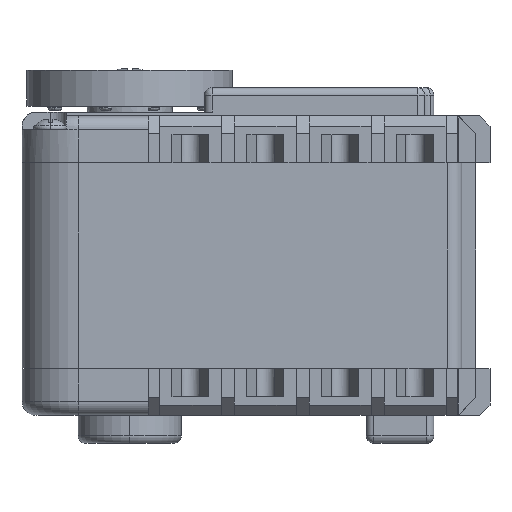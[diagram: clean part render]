
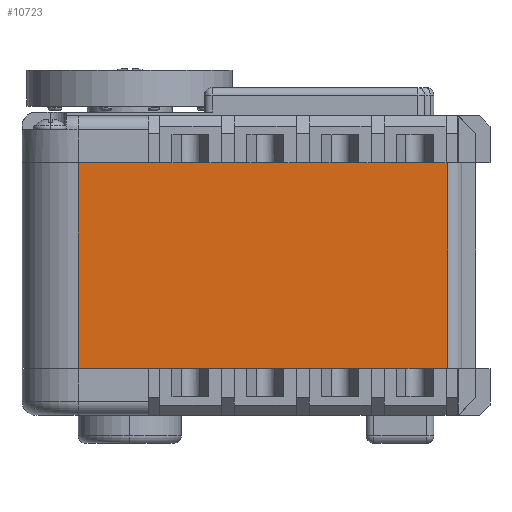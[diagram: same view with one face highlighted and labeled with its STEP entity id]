
A CAD part, left-side view. The second image highlights one B-rep face of the part: STEP entity #10723.
In plain terms, the highlighted planar face has unit normal (-1, 0, 0).
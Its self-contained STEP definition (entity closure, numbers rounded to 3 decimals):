
#436=DIRECTION('',(0.,0.,-1.));
#437=VECTOR('',#436,21.95);
#438=CARTESIAN_POINT('',(-13.,5.5,10.975));
#439=LINE('',#438,#437);
#486=DIRECTION('',(0.,1.,0.));
#487=VECTOR('',#486,2.52);
#488=CARTESIAN_POINT('',(-13.,-34.,-11.));
#489=LINE('',#488,#487);
#490=DIRECTION('',(0.,1.,0.));
#491=VECTOR('',#490,1.96);
#492=CARTESIAN_POINT('',(-13.,-31.48,-11.));
#493=LINE('',#492,#491);
#494=DIRECTION('',(0.,1.,0.));
#495=VECTOR('',#494,6.04);
#496=CARTESIAN_POINT('',(-13.,-29.52,-11.));
#497=LINE('',#496,#495);
#498=DIRECTION('',(0.,1.,0.));
#499=VECTOR('',#498,1.96);
#500=CARTESIAN_POINT('',(-13.,-23.48,-11.));
#501=LINE('',#500,#499);
#502=DIRECTION('',(0.,1.,0.));
#503=VECTOR('',#502,6.04);
#504=CARTESIAN_POINT('',(-13.,-21.52,-11.));
#505=LINE('',#504,#503);
#506=DIRECTION('',(0.,1.,0.));
#507=VECTOR('',#506,1.96);
#508=CARTESIAN_POINT('',(-13.,-15.48,-11.));
#509=LINE('',#508,#507);
#510=DIRECTION('',(0.,1.,0.));
#511=VECTOR('',#510,6.04);
#512=CARTESIAN_POINT('',(-13.,-13.52,-11.));
#513=LINE('',#512,#511);
#514=DIRECTION('',(0.,1.,0.));
#515=VECTOR('',#514,1.96);
#516=CARTESIAN_POINT('',(-13.,-7.48,-11.));
#517=LINE('',#516,#515);
#518=DIRECTION('',(0.,1.,0.));
#519=VECTOR('',#518,3.52);
#520=CARTESIAN_POINT('',(-13.,-5.52,-11.));
#521=LINE('',#520,#519);
#522=DIRECTION('',(0.,0.,-1.));
#523=VECTOR('',#522,0.025);
#524=CARTESIAN_POINT('',(-13.,-2.,-10.975));
#525=LINE('',#524,#523);
#526=DIRECTION('',(0.,-1.,0.));
#527=VECTOR('',#526,7.5);
#528=CARTESIAN_POINT('',(-13.,5.5,-10.975));
#529=LINE('',#528,#527);
#530=DIRECTION('',(0.,-1.,0.));
#531=VECTOR('',#530,7.5);
#532=CARTESIAN_POINT('',(-13.,5.5,10.975));
#533=LINE('',#532,#531);
#534=DIRECTION('',(0.,0.,-1.));
#535=VECTOR('',#534,0.025);
#536=CARTESIAN_POINT('',(-13.,-2.,11.));
#537=LINE('',#536,#535);
#538=DIRECTION('',(0.,1.,0.));
#539=VECTOR('',#538,3.52);
#540=CARTESIAN_POINT('',(-13.,-5.52,11.));
#541=LINE('',#540,#539);
#542=DIRECTION('',(0.,1.,0.));
#543=VECTOR('',#542,1.96);
#544=CARTESIAN_POINT('',(-13.,-7.48,11.));
#545=LINE('',#544,#543);
#546=DIRECTION('',(0.,1.,0.));
#547=VECTOR('',#546,6.04);
#548=CARTESIAN_POINT('',(-13.,-13.52,11.));
#549=LINE('',#548,#547);
#550=DIRECTION('',(0.,1.,0.));
#551=VECTOR('',#550,1.96);
#552=CARTESIAN_POINT('',(-13.,-15.48,11.));
#553=LINE('',#552,#551);
#554=DIRECTION('',(0.,1.,0.));
#555=VECTOR('',#554,6.04);
#556=CARTESIAN_POINT('',(-13.,-21.52,11.));
#557=LINE('',#556,#555);
#558=DIRECTION('',(0.,1.,0.));
#559=VECTOR('',#558,1.96);
#560=CARTESIAN_POINT('',(-13.,-23.48,11.));
#561=LINE('',#560,#559);
#562=DIRECTION('',(0.,1.,0.));
#563=VECTOR('',#562,6.04);
#564=CARTESIAN_POINT('',(-13.,-29.52,11.));
#565=LINE('',#564,#563);
#566=DIRECTION('',(0.,1.,0.));
#567=VECTOR('',#566,1.96);
#568=CARTESIAN_POINT('',(-13.,-31.48,11.));
#569=LINE('',#568,#567);
#570=DIRECTION('',(0.,1.,0.));
#571=VECTOR('',#570,2.52);
#572=CARTESIAN_POINT('',(-13.,-34.,11.));
#573=LINE('',#572,#571);
#4025=DIRECTION('',(0.,0.,-1.));
#4026=VECTOR('',#4025,22.);
#4027=CARTESIAN_POINT('',(-13.,-34.,11.));
#4028=LINE('',#4027,#4026);
#7788=CARTESIAN_POINT('',(-13.,-34.,11.));
#7789=CARTESIAN_POINT('',(-13.,-34.,-11.));
#7790=VERTEX_POINT('',#7788);
#7791=VERTEX_POINT('',#7789);
#8764=CARTESIAN_POINT('',(-13.,5.5,10.975));
#8765=CARTESIAN_POINT('',(-13.,-2.,10.975));
#8766=VERTEX_POINT('',#8764);
#8767=VERTEX_POINT('',#8765);
#8772=CARTESIAN_POINT('',(-13.,-2.,11.));
#8773=VERTEX_POINT('',#8772);
#8792=CARTESIAN_POINT('',(-13.,5.5,-10.975));
#8793=VERTEX_POINT('',#8792);
#8824=CARTESIAN_POINT('',(-13.,-2.,-10.975));
#8825=VERTEX_POINT('',#8824);
#8826=CARTESIAN_POINT('',(-13.,-2.,-11.));
#8827=VERTEX_POINT('',#8826);
#9176=CARTESIAN_POINT('',(-13.,-7.48,11.));
#9177=VERTEX_POINT('',#9176);
#9178=CARTESIAN_POINT('',(-13.,-5.52,11.));
#9179=VERTEX_POINT('',#9178);
#9184=CARTESIAN_POINT('',(-13.,-15.48,11.));
#9185=VERTEX_POINT('',#9184);
#9186=CARTESIAN_POINT('',(-13.,-13.52,11.));
#9187=VERTEX_POINT('',#9186);
#9192=CARTESIAN_POINT('',(-13.,-23.48,11.));
#9193=VERTEX_POINT('',#9192);
#9194=CARTESIAN_POINT('',(-13.,-21.52,11.));
#9195=VERTEX_POINT('',#9194);
#9200=CARTESIAN_POINT('',(-13.,-31.48,11.));
#9201=VERTEX_POINT('',#9200);
#9202=CARTESIAN_POINT('',(-13.,-29.52,11.));
#9203=VERTEX_POINT('',#9202);
#9516=CARTESIAN_POINT('',(-13.,-7.48,-11.));
#9517=VERTEX_POINT('',#9516);
#9518=CARTESIAN_POINT('',(-13.,-5.52,-11.));
#9519=VERTEX_POINT('',#9518);
#9524=CARTESIAN_POINT('',(-13.,-15.48,-11.));
#9525=VERTEX_POINT('',#9524);
#9526=CARTESIAN_POINT('',(-13.,-13.52,-11.));
#9527=VERTEX_POINT('',#9526);
#9532=CARTESIAN_POINT('',(-13.,-23.48,-11.));
#9533=VERTEX_POINT('',#9532);
#9534=CARTESIAN_POINT('',(-13.,-21.52,-11.));
#9535=VERTEX_POINT('',#9534);
#9540=CARTESIAN_POINT('',(-13.,-31.48,-11.));
#9541=VERTEX_POINT('',#9540);
#9542=CARTESIAN_POINT('',(-13.,-29.52,-11.));
#9543=VERTEX_POINT('',#9542);
#10670=CARTESIAN_POINT('',(-13.,11.5,-19.));
#10671=DIRECTION('',(-1.,0.,0.));
#10672=DIRECTION('',(0.,-1.,0.));
#10673=AXIS2_PLACEMENT_3D('',#10670,#10671,#10672);
#10674=PLANE('',#10673);
#10676=ORIENTED_EDGE('',*,*,#10675,.T.);
#10678=ORIENTED_EDGE('',*,*,#10677,.T.);
#10680=ORIENTED_EDGE('',*,*,#10679,.T.);
#10682=ORIENTED_EDGE('',*,*,#10681,.T.);
#10684=ORIENTED_EDGE('',*,*,#10683,.T.);
#10686=ORIENTED_EDGE('',*,*,#10685,.T.);
#10688=ORIENTED_EDGE('',*,*,#10687,.T.);
#10690=ORIENTED_EDGE('',*,*,#10689,.T.);
#10692=ORIENTED_EDGE('',*,*,#10691,.T.);
#10694=ORIENTED_EDGE('',*,*,#10693,.F.);
#10696=ORIENTED_EDGE('',*,*,#10695,.F.);
#10697=ORIENTED_EDGE('',*,*,#10564,.F.);
#10698=ORIENTED_EDGE('',*,*,#10615,.T.);
#10700=ORIENTED_EDGE('',*,*,#10699,.F.);
#10702=ORIENTED_EDGE('',*,*,#10701,.F.);
#10704=ORIENTED_EDGE('',*,*,#10703,.F.);
#10706=ORIENTED_EDGE('',*,*,#10705,.F.);
#10708=ORIENTED_EDGE('',*,*,#10707,.F.);
#10710=ORIENTED_EDGE('',*,*,#10709,.F.);
#10712=ORIENTED_EDGE('',*,*,#10711,.F.);
#10714=ORIENTED_EDGE('',*,*,#10713,.F.);
#10716=ORIENTED_EDGE('',*,*,#10715,.F.);
#10718=ORIENTED_EDGE('',*,*,#10717,.F.);
#10720=ORIENTED_EDGE('',*,*,#10719,.T.);
#10721=EDGE_LOOP('',(#10676,#10678,#10680,#10682,#10684,#10686,#10688,#10690,
#10692,#10694,#10696,#10697,#10698,#10700,#10702,#10704,#10706,#10708,#10710,
#10712,#10714,#10716,#10718,#10720));
#10722=FACE_OUTER_BOUND('',#10721,.F.);
#10723=ADVANCED_FACE('',(#10722),#10674,.T.);
#10564=EDGE_CURVE('',#8766,#8793,#439,.T.);
#10615=EDGE_CURVE('',#8766,#8767,#533,.T.);
#10675=EDGE_CURVE('',#7791,#9541,#489,.T.);
#10677=EDGE_CURVE('',#9541,#9543,#493,.T.);
#10679=EDGE_CURVE('',#9543,#9533,#497,.T.);
#10681=EDGE_CURVE('',#9533,#9535,#501,.T.);
#10683=EDGE_CURVE('',#9535,#9525,#505,.T.);
#10685=EDGE_CURVE('',#9525,#9527,#509,.T.);
#10687=EDGE_CURVE('',#9527,#9517,#513,.T.);
#10689=EDGE_CURVE('',#9517,#9519,#517,.T.);
#10691=EDGE_CURVE('',#9519,#8827,#521,.T.);
#10693=EDGE_CURVE('',#8825,#8827,#525,.T.);
#10695=EDGE_CURVE('',#8793,#8825,#529,.T.);
#10699=EDGE_CURVE('',#8773,#8767,#537,.T.);
#10701=EDGE_CURVE('',#9179,#8773,#541,.T.);
#10703=EDGE_CURVE('',#9177,#9179,#545,.T.);
#10705=EDGE_CURVE('',#9187,#9177,#549,.T.);
#10707=EDGE_CURVE('',#9185,#9187,#553,.T.);
#10709=EDGE_CURVE('',#9195,#9185,#557,.T.);
#10711=EDGE_CURVE('',#9193,#9195,#561,.T.);
#10713=EDGE_CURVE('',#9203,#9193,#565,.T.);
#10715=EDGE_CURVE('',#9201,#9203,#569,.T.);
#10717=EDGE_CURVE('',#7790,#9201,#573,.T.);
#10719=EDGE_CURVE('',#7790,#7791,#4028,.T.);
